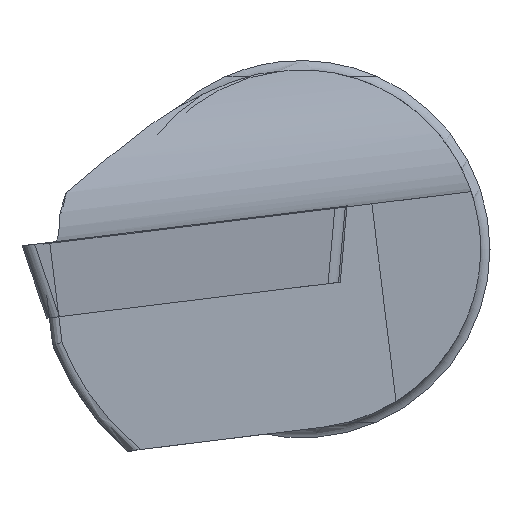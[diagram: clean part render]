
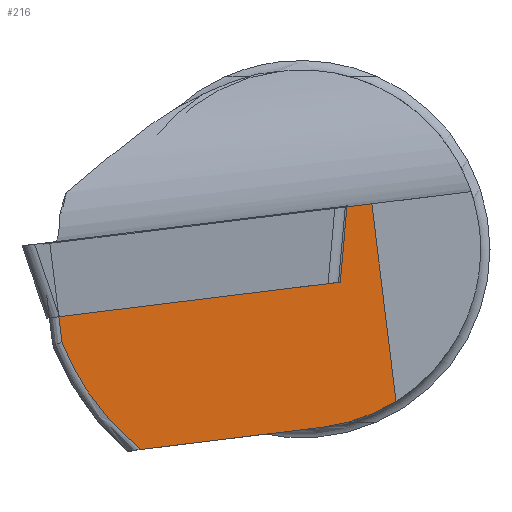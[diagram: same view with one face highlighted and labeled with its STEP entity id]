
A CAD part, left-side view. The second image highlights one B-rep face of the part: STEP entity #216.
In plain terms, the highlighted planar face has unit normal (-1, -0.017, 0.002).
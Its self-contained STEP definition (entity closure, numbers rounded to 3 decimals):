
#35=B_SPLINE_CURVE_WITH_KNOTS('',3,(#942,#943,#944,#945),.UNSPECIFIED.,
 .F.,.F.,(4,4),(0.,1.),.UNSPECIFIED.);
#81=PLANE('',#640);
#100=FACE_OUTER_BOUND('',#275,.T.);
#133=LINE('',#956,#163);
#138=LINE('',#994,#168);
#139=LINE('',#996,#169);
#143=LINE('',#1006,#173);
#163=VECTOR('',#751,1.);
#168=VECTOR('',#760,1.);
#169=VECTOR('',#763,1.);
#173=VECTOR('',#771,1.);
#180=ELLIPSE('',#639,5.701,5.7);
#216=ADVANCED_FACE('',(#100),#81,.T.);
#275=EDGE_LOOP('',(#375,#376,#377,#378,#379,#380));
#375=ORIENTED_EDGE('',*,*,#556,.T.);
#376=ORIENTED_EDGE('',*,*,#561,.F.);
#377=ORIENTED_EDGE('',*,*,#562,.F.);
#378=ORIENTED_EDGE('',*,*,#557,.T.);
#379=ORIENTED_EDGE('',*,*,#547,.F.);
#380=ORIENTED_EDGE('',*,*,#543,.F.);
#480=VERTEX_POINT('',#929);
#482=VERTEX_POINT('',#941);
#483=VERTEX_POINT('',#948);
#493=VERTEX_POINT('',#993);
#494=VERTEX_POINT('',#997);
#497=VERTEX_POINT('',#1005);
#543=EDGE_CURVE('',#482,#480,#35,.T.);
#547=EDGE_CURVE('',#480,#483,#133,.T.);
#556=EDGE_CURVE('',#482,#493,#138,.T.);
#557=EDGE_CURVE('',#494,#483,#139,.T.);
#561=EDGE_CURVE('',#497,#493,#180,.T.);
#562=EDGE_CURVE('',#494,#497,#143,.T.);
#639=AXIS2_PLACEMENT_3D('',#1004,#769,#770);
#640=AXIS2_PLACEMENT_3D('',#1007,#772,#773);
#751=DIRECTION('',(0.,0.122,0.993));
#760=DIRECTION('',(0.017,-0.992,0.122));
#763=DIRECTION('',(-0.017,0.992,-0.122));
#769=DIRECTION('',(1.,0.017,-0.002));
#770=DIRECTION('',(-0.017,0.992,-0.122));
#771=DIRECTION('',(0.,-0.122,-0.993));
#772=DIRECTION('',(-1.,-0.017,0.002));
#773=DIRECTION('',(-0.017,0.992,-0.122));
#929=CARTESIAN_POINT('',(0.548,-1.554,-3.041));
#941=CARTESIAN_POINT('',(0.584,-4.049,-6.445));
#942=CARTESIAN_POINT('',(0.584,-4.049,-6.445));
#943=CARTESIAN_POINT('',(0.567,-2.932,-5.547));
#944=CARTESIAN_POINT('',(0.554,-2.066,-4.357));
#945=CARTESIAN_POINT('',(0.548,-1.554,-3.041));
#948=CARTESIAN_POINT('',(0.548,-1.166,0.113));
#956=CARTESIAN_POINT('',(0.548,-1.166,0.113));
#993=CARTESIAN_POINT('',(0.686,-9.86,-5.731));
#994=CARTESIAN_POINT('',(0.542,-1.672,-6.736));
#996=CARTESIAN_POINT('',(0.542,-0.836,0.072));
#997=CARTESIAN_POINT('',(0.728,-11.406,1.37));
#1004=CARTESIAN_POINT('',(0.686,-9.166,-0.074));
#1005=CARTESIAN_POINT('',(0.728,-12.178,-4.913));
#1006=CARTESIAN_POINT('',(0.728,-9.11,20.07));
#1007=CARTESIAN_POINT('',(0.542,1.46,18.772));
